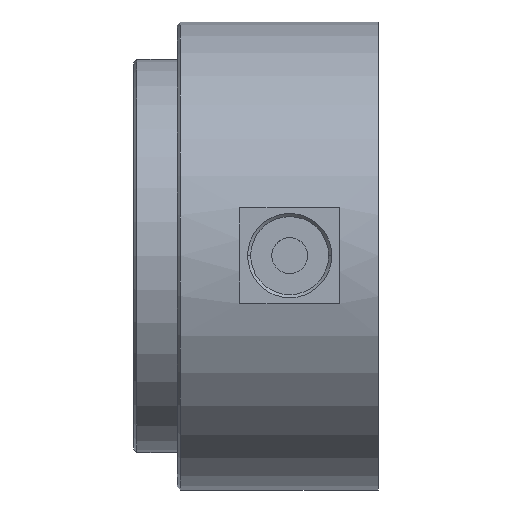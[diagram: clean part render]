
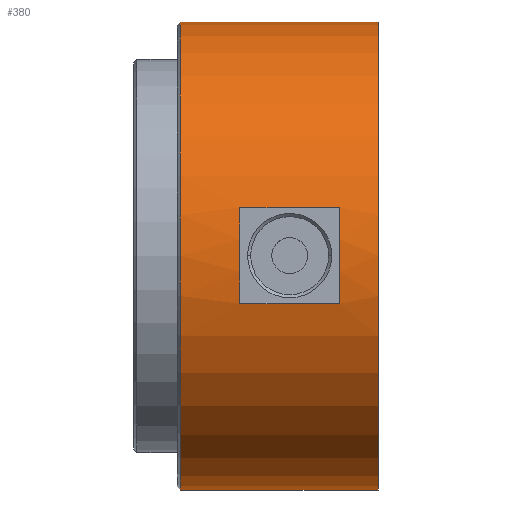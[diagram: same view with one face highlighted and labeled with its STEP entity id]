
A CAD part, top view. The second image highlights one B-rep face of the part: STEP entity #380.
In plain terms, the highlighted cylindrical face has radius 37.5 mm (diameter 75 mm), a partial arc.
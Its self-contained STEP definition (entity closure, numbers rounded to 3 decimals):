
#66 = EDGE_CURVE ( 'NONE', #1904, #740, #691, .T. ) ;
#91 = VECTOR ( 'NONE', #1183, 1000. ) ;
#114 = FACE_OUTER_BOUND ( 'NONE', #1608, .T. ) ;
#141 = CARTESIAN_POINT ( 'NONE',  ( -262.1, 7.705, 1518.7 ) ) ;
#162 = LINE ( 'NONE', #141, #595 ) ;
#214 = CARTESIAN_POINT ( 'NONE',  ( -256.1, 0., 1482. ) ) ;
#260 = DIRECTION ( 'NONE',  ( -1., 0., 0. ) ) ;
#307 = DIRECTION ( 'NONE',  ( -1., 0., 0. ) ) ;
#327 = CIRCLE ( 'NONE', #1622, 37.5 ) ;
#330 = EDGE_CURVE ( 'NONE', #675, #1984, #1192, .T. ) ;
#380 = ADVANCED_FACE ( 'NONE', ( #114, #1092 ), #780, .T. ) ;
#454 = EDGE_CURVE ( 'NONE', #1649, #1562, #734, .T. ) ;
#461 = CARTESIAN_POINT ( 'NONE',  ( -278.3, 0., 1482. ) ) ;
#476 = DIRECTION ( 'NONE',  ( 0., -1., 0. ) ) ;
#532 = CIRCLE ( 'NONE', #1068, 37.5 ) ;
#552 = DIRECTION ( 'NONE',  ( -1., 0., 0. ) ) ;
#582 = DIRECTION ( 'NONE',  ( 0., 1., 0. ) ) ;
#595 = VECTOR ( 'NONE', #307, 1000. ) ;
#663 = AXIS2_PLACEMENT_3D ( 'NONE', #461, #1959, #1320 ) ;
#675 = VERTEX_POINT ( 'NONE', #1625 ) ;
#691 = LINE ( 'NONE', #1172, #91 ) ;
#709 = EDGE_CURVE ( 'NONE', #758, #1904, #1699, .T. ) ;
#734 = LINE ( 'NONE', #768, #1585 ) ;
#740 = VERTEX_POINT ( 'NONE', #973 ) ;
#757 = CARTESIAN_POINT ( 'NONE',  ( -287.8, 37.5, 1482. ) ) ;
#758 = VERTEX_POINT ( 'NONE', #1947 ) ;
#768 = CARTESIAN_POINT ( 'NONE',  ( -262.1, 37.5, 1482. ) ) ;
#780 = CYLINDRICAL_SURFACE ( 'NONE', #1965, 37.5 ) ;
#856 = DIRECTION ( 'NONE',  ( 0., -1., 0. ) ) ;
#866 = DIRECTION ( 'NONE',  ( -1., 0., 0. ) ) ;
#946 = ORIENTED_EDGE ( 'NONE', *, *, #709, .F. ) ;
#970 = AXIS2_PLACEMENT_3D ( 'NONE', #1912, #260, #476 ) ;
#973 = CARTESIAN_POINT ( 'NONE',  ( -262.3, -7.705, 1518.7 ) ) ;
#1042 = ORIENTED_EDGE ( 'NONE', *, *, #66, .F. ) ;
#1045 = CARTESIAN_POINT ( 'NONE',  ( -262.1, -37.5, 1482. ) ) ;
#1068 = AXIS2_PLACEMENT_3D ( 'NONE', #214, #866, #1494 ) ;
#1092 = FACE_BOUND ( 'NONE', #1395, .T. ) ;
#1172 = CARTESIAN_POINT ( 'NONE',  ( -262.1, -7.705, 1518.7 ) ) ;
#1183 = DIRECTION ( 'NONE',  ( 1., 0., 0. ) ) ;
#1192 = LINE ( 'NONE', #1045, #2120 ) ;
#1201 = CARTESIAN_POINT ( 'NONE',  ( -287.8, 0., 1482. ) ) ;
#1249 = CARTESIAN_POINT ( 'NONE',  ( -256.1, 37.5, 1482. ) ) ;
#1258 = CARTESIAN_POINT ( 'NONE',  ( -278.3, -7.705, 1518.7 ) ) ;
#1320 = DIRECTION ( 'NONE',  ( 0., 1., 0. ) ) ;
#1324 = EDGE_CURVE ( 'NONE', #1710, #758, #162, .T. ) ;
#1395 = EDGE_LOOP ( 'NONE', ( #1042, #946, #1463, #1642 ) ) ;
#1411 = CARTESIAN_POINT ( 'NONE',  ( -262.1, 0., 1482. ) ) ;
#1413 = EDGE_CURVE ( 'NONE', #675, #1649, #532, .T. ) ;
#1463 = ORIENTED_EDGE ( 'NONE', *, *, #1324, .F. ) ;
#1465 = ORIENTED_EDGE ( 'NONE', *, *, #1413, .T. ) ;
#1494 = DIRECTION ( 'NONE',  ( 0., 1., 0. ) ) ;
#1497 = CIRCLE ( 'NONE', #970, 37.5 ) ;
#1498 = CARTESIAN_POINT ( 'NONE',  ( -262.3, 7.705, 1518.7 ) ) ;
#1538 = ORIENTED_EDGE ( 'NONE', *, *, #330, .F. ) ;
#1562 = VERTEX_POINT ( 'NONE', #757 ) ;
#1585 = VECTOR ( 'NONE', #1605, 1000. ) ;
#1605 = DIRECTION ( 'NONE',  ( -1., 0., 0. ) ) ;
#1608 = EDGE_LOOP ( 'NONE', ( #1538, #1465, #2040, #1744 ) ) ;
#1622 = AXIS2_PLACEMENT_3D ( 'NONE', #1201, #1676, #856 ) ;
#1625 = CARTESIAN_POINT ( 'NONE',  ( -256.1, -37.5, 1482. ) ) ;
#1642 = ORIENTED_EDGE ( 'NONE', *, *, #1917, .F. ) ;
#1649 = VERTEX_POINT ( 'NONE', #1249 ) ;
#1676 = DIRECTION ( 'NONE',  ( 1., 0., 0. ) ) ;
#1699 = CIRCLE ( 'NONE', #663, 37.5 ) ;
#1710 = VERTEX_POINT ( 'NONE', #1498 ) ;
#1744 = ORIENTED_EDGE ( 'NONE', *, *, #2117, .T. ) ;
#1753 = DIRECTION ( 'NONE',  ( -1., 0., 0. ) ) ;
#1904 = VERTEX_POINT ( 'NONE', #1258 ) ;
#1912 = CARTESIAN_POINT ( 'NONE',  ( -262.3, 0., 1482. ) ) ;
#1917 = EDGE_CURVE ( 'NONE', #740, #1710, #1497, .T. ) ;
#1947 = CARTESIAN_POINT ( 'NONE',  ( -278.3, 7.705, 1518.7 ) ) ;
#1959 = DIRECTION ( 'NONE',  ( 1., 0., 0. ) ) ;
#1965 = AXIS2_PLACEMENT_3D ( 'NONE', #1411, #1753, #582 ) ;
#1984 = VERTEX_POINT ( 'NONE', #2047 ) ;
#2040 = ORIENTED_EDGE ( 'NONE', *, *, #454, .T. ) ;
#2047 = CARTESIAN_POINT ( 'NONE',  ( -287.8, -37.5, 1482. ) ) ;
#2117 = EDGE_CURVE ( 'NONE', #1562, #1984, #327, .T. ) ;
#2120 = VECTOR ( 'NONE', #552, 1000. ) ;
